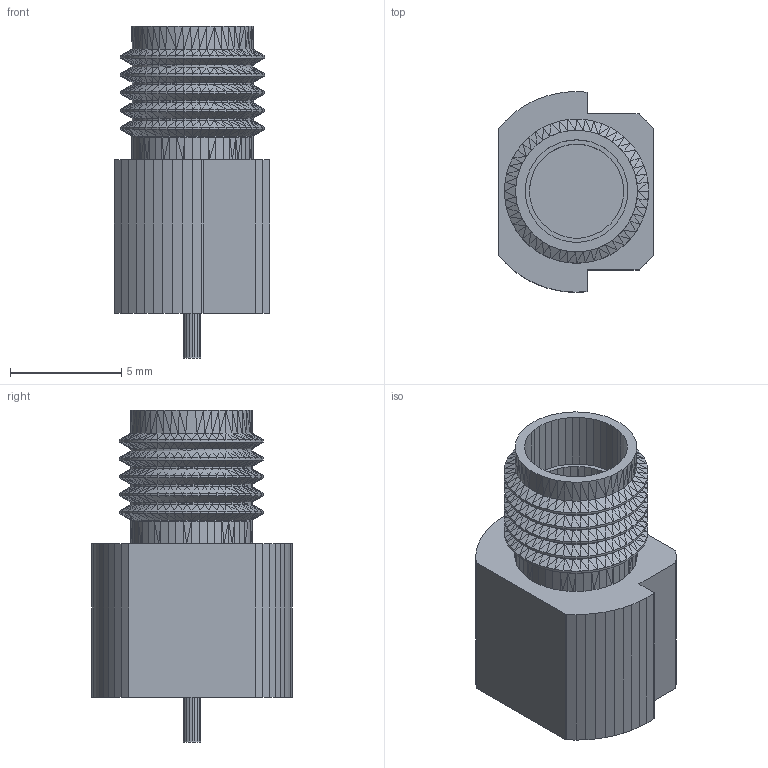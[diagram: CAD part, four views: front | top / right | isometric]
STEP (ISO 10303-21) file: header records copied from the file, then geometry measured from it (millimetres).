
FILE_DESCRIPTION(('FreeCAD Model'),'2;1');
FILE_NAME('Open CASCADE Shape Model','2021-12-21T16:01:33',('Author'),( ''),'Open CASCADE STEP processor 7.5','FreeCAD','Unknown');
FILE_SCHEMA(('AUTOMOTIVE_DESIGN { 1 0 10303 214 1 1 1 1 }'));
Length unit declared in the file: millimetre
Products named in the file (1): SMA_Rosenberger_32K242_40ML5001001
Bounding box: 7 x 9 x 14.9 mm (x, y, z)
Surface area: 556.1 mm2 (no closed solid volume)
Topology: 0 solids, 1 shells, 1943 faces, 3396 edges, 1459 vertices
Faces by surface type: plane 1943
Entity records: 42272 total; most frequent: DIRECTION 7284, CARTESIAN_POINT 6799, ORIENTED_EDGE 6792, EDGE_CURVE 3396, LINE 3396, VECTOR 3396, FACE_BOUND 1947, EDGE_LOOP 1947
